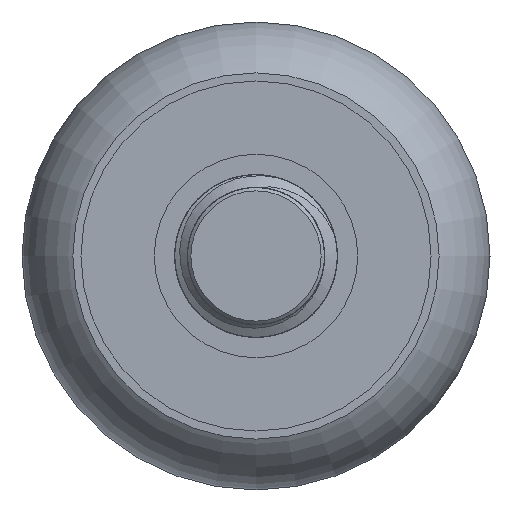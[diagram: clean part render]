
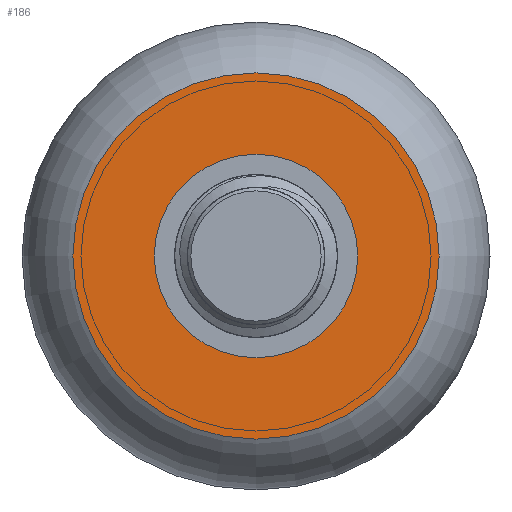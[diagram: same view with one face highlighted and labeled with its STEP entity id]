
A CAD part, left-side view. The second image highlights one B-rep face of the part: STEP entity #186.
In plain terms, the highlighted planar face has unit normal (-1, 0, 0).
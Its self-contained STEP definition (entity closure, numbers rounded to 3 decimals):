
#186=ADVANCED_FACE('',(#213),#205,.T.);
#205=PLANE('',#437);
#213=FACE_OUTER_BOUND('',#243,.T.);
#243=EDGE_LOOP('',(#279));
#279=ORIENTED_EDGE('',*,*,#371,.T.);
#343=VERTEX_POINT('',#584);
#371=EDGE_CURVE('',#343,#343,#407,.T.);
#407=CIRCLE('',#435,9.);
#435=AXIS2_PLACEMENT_3D('',#583,#497,#498);
#437=AXIS2_PLACEMENT_3D('',#586,#501,#502);
#497=DIRECTION('',(-1.,0.,0.));
#498=DIRECTION('',(0.,0.,1.));
#501=DIRECTION('',(-1.,0.,0.));
#502=DIRECTION('',(0.,0.,-1.));
#583=CARTESIAN_POINT('',(0.,0.,0.));
#584=CARTESIAN_POINT('',(0.,0.,9.));
#586=CARTESIAN_POINT('',(0.,0.,0.));
